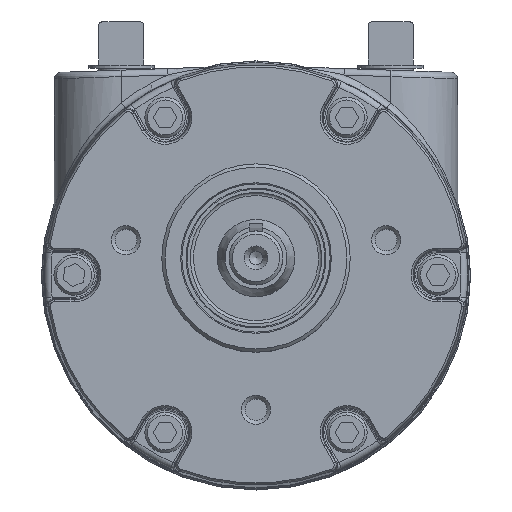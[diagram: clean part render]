
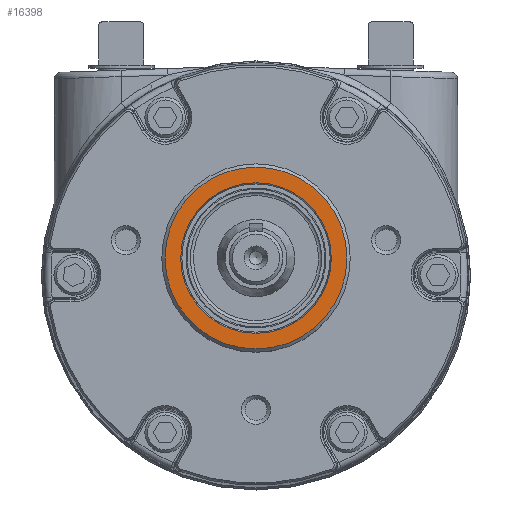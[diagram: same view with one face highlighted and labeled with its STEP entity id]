
A CAD part, top view. The second image highlights one B-rep face of the part: STEP entity #16398.
In plain terms, the highlighted planar face has unit normal (0, 0, 1).
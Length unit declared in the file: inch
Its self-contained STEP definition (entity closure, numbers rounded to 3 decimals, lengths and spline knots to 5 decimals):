
#908 = AXIS2_PLACEMENT_3D ( 'NONE', #10441, #19019, #27662 ) ;
#1622 = CARTESIAN_POINT ( 'NONE',  ( 0., 0.9995, 1.265 ) ) ;
#3494 = EDGE_CURVE ( 'NONE', #10756, #10756, #5837, .T. ) ;
#3848 = ORIENTED_EDGE ( 'NONE', *, *, #23762, .F. ) ;
#5815 = AXIS2_PLACEMENT_3D ( 'NONE', #9503, #26849, #20331 ) ;
#5837 = CIRCLE ( 'NONE', #908, 0.69842 ) ;
#7496 = EDGE_LOOP ( 'NONE', ( #3848 ) ) ;
#9503 = CARTESIAN_POINT ( 'NONE',  ( 0., 0.156, 1.265 ) ) ;
#10441 = CARTESIAN_POINT ( 'NONE',  ( 0., 0.156, 1.265 ) ) ;
#10756 = VERTEX_POINT ( 'NONE', #18925 ) ;
#12784 = AXIS2_PLACEMENT_3D ( 'NONE', #16620, #19015, #14937 ) ;
#14937 = DIRECTION ( 'NONE',  ( 0., 1., 0. ) ) ;
#16398 = ADVANCED_FACE ( 'NONE', ( #23352, #25495 ), #27368, .F. ) ;
#16620 = CARTESIAN_POINT ( 'NONE',  ( 0., 0.156, 1.265 ) ) ;
#17123 = VERTEX_POINT ( 'NONE', #1622 ) ;
#17338 = ORIENTED_EDGE ( 'NONE', *, *, #3494, .F. ) ;
#18925 = CARTESIAN_POINT ( 'NONE',  ( 0.69842, 0.156, 1.265 ) ) ;
#19015 = DIRECTION ( 'NONE',  ( 0., 0., -1. ) ) ;
#19019 = DIRECTION ( 'NONE',  ( 0., 0., 1. ) ) ;
#20331 = DIRECTION ( 'NONE',  ( 0., 1., 0. ) ) ;
#21990 = CIRCLE ( 'NONE', #5815, 0.8435 ) ;
#23352 = FACE_OUTER_BOUND ( 'NONE', #7496, .T. ) ;
#23762 = EDGE_CURVE ( 'NONE', #17123, #17123, #21990, .T. ) ;
#25495 = FACE_BOUND ( 'NONE', #26102, .T. ) ;
#26102 = EDGE_LOOP ( 'NONE', ( #17338 ) ) ;
#26849 = DIRECTION ( 'NONE',  ( 0., 0., -1. ) ) ;
#27368 = PLANE ( 'NONE',  #12784 ) ;
#27662 = DIRECTION ( 'NONE',  ( 1., 0., 0. ) ) ;
